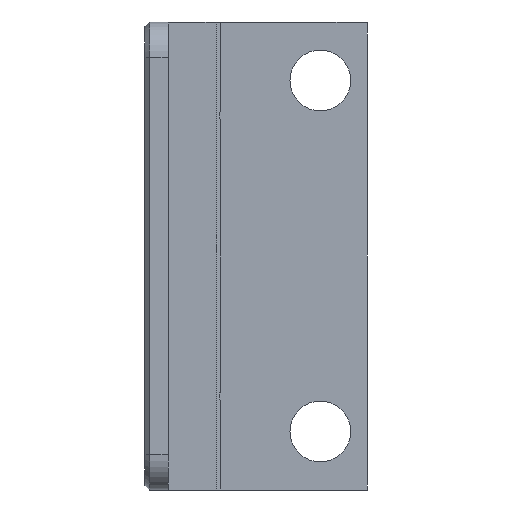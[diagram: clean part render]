
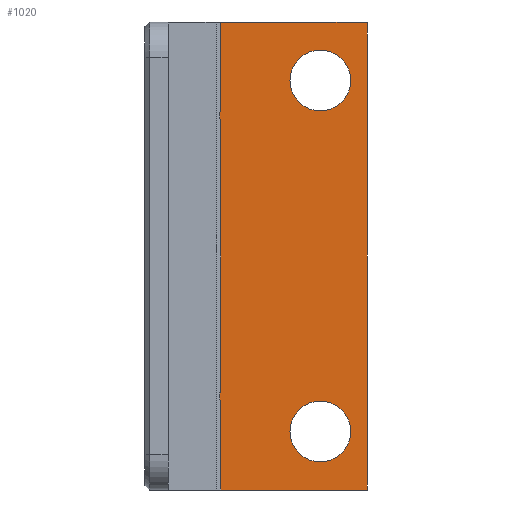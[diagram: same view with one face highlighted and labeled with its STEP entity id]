
A CAD part, left-side view. The second image highlights one B-rep face of the part: STEP entity #1020.
In plain terms, the highlighted planar face has unit normal (-1, 0, 0).
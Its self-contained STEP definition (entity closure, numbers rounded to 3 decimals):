
#37=FACE_BOUND('',#348,.T.);
#38=FACE_BOUND('',#349,.T.);
#83=LINE('',#1662,#171);
#103=LINE('',#1706,#191);
#125=LINE('',#1760,#213);
#126=LINE('',#1762,#214);
#171=VECTOR('',#1356,10.);
#191=VECTOR('',#1388,10.);
#213=VECTOR('',#1462,10.);
#214=VECTOR('',#1465,10.);
#285=FACE_OUTER_BOUND('',#347,.T.);
#347=EDGE_LOOP('',(#928,#929,#930,#931));
#348=EDGE_LOOP('',(#932));
#349=EDGE_LOOP('',(#933));
#404=CIRCLE('',#1142,2.6);
#405=CIRCLE('',#1144,2.6);
#473=VERTEX_POINT('',#1659);
#474=VERTEX_POINT('',#1661);
#491=VERTEX_POINT('',#1703);
#492=VERTEX_POINT('',#1705);
#497=VERTEX_POINT('',#1750);
#498=VERTEX_POINT('',#1754);
#593=EDGE_CURVE('',#474,#473,#83,.T.);
#615=EDGE_CURVE('',#492,#491,#103,.T.);
#640=EDGE_CURVE('',#497,#497,#404,.T.);
#642=EDGE_CURVE('',#498,#498,#405,.T.);
#644=EDGE_CURVE('',#474,#491,#125,.T.);
#645=EDGE_CURVE('',#473,#492,#126,.T.);
#928=ORIENTED_EDGE('',*,*,#593,.T.);
#929=ORIENTED_EDGE('',*,*,#645,.T.);
#930=ORIENTED_EDGE('',*,*,#615,.T.);
#931=ORIENTED_EDGE('',*,*,#644,.F.);
#932=ORIENTED_EDGE('',*,*,#640,.F.);
#933=ORIENTED_EDGE('',*,*,#642,.F.);
#965=PLANE('',#1148);
#1020=ADVANCED_FACE('',(#285,#37,#38),#965,.F.);
#1142=AXIS2_PLACEMENT_3D('',#1751,#1448,#1449);
#1144=AXIS2_PLACEMENT_3D('',#1755,#1453,#1454);
#1148=AXIS2_PLACEMENT_3D('',#1761,#1463,#1464);
#1356=DIRECTION('',(0.,-1.,0.));
#1388=DIRECTION('',(0.,1.,0.));
#1448=DIRECTION('center_axis',(-1.,0.,0.));
#1449=DIRECTION('ref_axis',(0.,1.,0.));
#1453=DIRECTION('center_axis',(-1.,0.,0.));
#1454=DIRECTION('ref_axis',(0.,1.,0.));
#1462=DIRECTION('',(0.,0.,1.));
#1463=DIRECTION('center_axis',(1.,0.,0.));
#1464=DIRECTION('ref_axis',(0.,1.,0.));
#1465=DIRECTION('',(0.,0.,1.));
#1659=CARTESIAN_POINT('',(0.,-24.,0.));
#1661=CARTESIAN_POINT('',(0.,-10.,0.));
#1662=CARTESIAN_POINT('',(0.,-22.9,0.));
#1703=CARTESIAN_POINT('',(0.,-10.,40.));
#1705=CARTESIAN_POINT('',(0.,-24.,40.));
#1706=CARTESIAN_POINT('',(0.,-22.9,40.));
#1750=CARTESIAN_POINT('',(0.,-22.6,35.));
#1751=CARTESIAN_POINT('Origin',(0.,-20.,
35.));
#1754=CARTESIAN_POINT('',(0.,-22.6,5.));
#1755=CARTESIAN_POINT('Origin',(0.,-20.,
5.));
#1760=CARTESIAN_POINT('',(0.,-10.,0.));
#1761=CARTESIAN_POINT('Origin',(0.,-24.,0.));
#1762=CARTESIAN_POINT('',(0.,-24.,0.));
